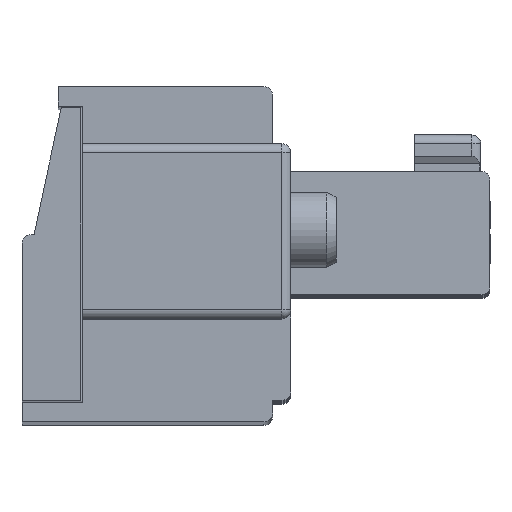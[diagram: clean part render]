
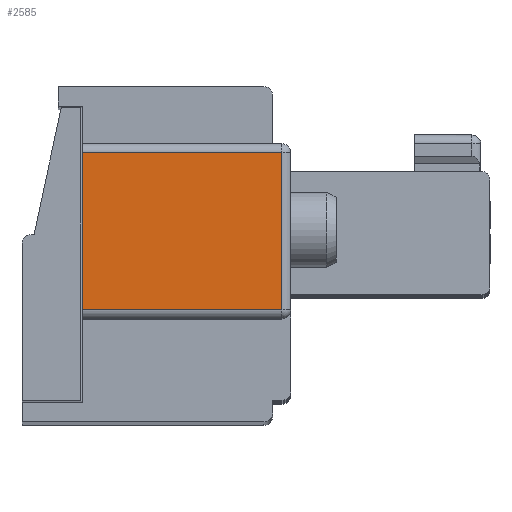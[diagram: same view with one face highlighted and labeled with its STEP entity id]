
A CAD part, top view. The second image highlights one B-rep face of the part: STEP entity #2585.
In plain terms, the highlighted planar face has unit normal (0, 0, 1).
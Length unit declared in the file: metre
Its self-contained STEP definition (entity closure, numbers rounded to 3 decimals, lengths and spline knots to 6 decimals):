
#2585=ADVANCED_FACE('',(#6097),#6098,.T.);
#6097=FACE_OUTER_BOUND('',#10533,.T.);
#6098=PLANE('',#10534);
#10533=EDGE_LOOP('',(#18619,#18620,#18621,#18622));
#10534=AXIS2_PLACEMENT_3D('',#18623,#18624,#18625);
#18619=ORIENTED_EDGE('',*,*,#28496,.T.);
#18620=ORIENTED_EDGE('',*,*,#28497,.T.);
#18621=ORIENTED_EDGE('',*,*,#28070,.T.);
#18622=ORIENTED_EDGE('',*,*,#28498,.T.);
#18623=CARTESIAN_POINT('',(0.007073,0.00941,0.069568));
#18624=DIRECTION('',(0.,0.,1.0));
#18625=DIRECTION('',(1.0,0.,0.0));
#28070=EDGE_CURVE('',#34622,#34620,#34623,.T.);
#28496=EDGE_CURVE('',#35189,#35190,#35191,.T.);
#28497=EDGE_CURVE('',#35190,#34622,#35192,.T.);
#28498=EDGE_CURVE('',#34620,#35189,#35193,.T.);
#34620=VERTEX_POINT('',#43957);
#34622=VERTEX_POINT('',#43959);
#34623=LINE('',#43960,#43961);
#35189=VERTEX_POINT('',#44806);
#35190=VERTEX_POINT('',#44807);
#35191=LINE('',#44808,#44809);
#35192=LINE('',#44810,#44811);
#35193=LINE('',#44812,#44813);
#43957=CARTESIAN_POINT('',(0.007073,0.00941,0.069568));
#43959=CARTESIAN_POINT('',(0.007073,0.00421,0.069568));
#43960=CARTESIAN_POINT('',(0.007073,0.00941,0.069568));
#43961=VECTOR('',#50780,1.0);
#44806=CARTESIAN_POINT('',(0.000473,0.00941,0.069568));
#44807=CARTESIAN_POINT('',(0.000473,0.00421,0.069568));
#44808=CARTESIAN_POINT('',(0.000473,0.00391,0.069568));
#44809=VECTOR('',#51222,1.0);
#44810=CARTESIAN_POINT('',(0.007073,0.00421,0.069568));
#44811=VECTOR('',#51223,1.0);
#44812=CARTESIAN_POINT('',(0.007073,0.00941,0.069568));
#44813=VECTOR('',#51224,1.0);
#50780=DIRECTION('',(0.,1.0,0.));
#51222=DIRECTION('',(0.,-1.0,0.));
#51223=DIRECTION('',(1.0,0.,0.));
#51224=DIRECTION('',(-1.0,0.,0.));
